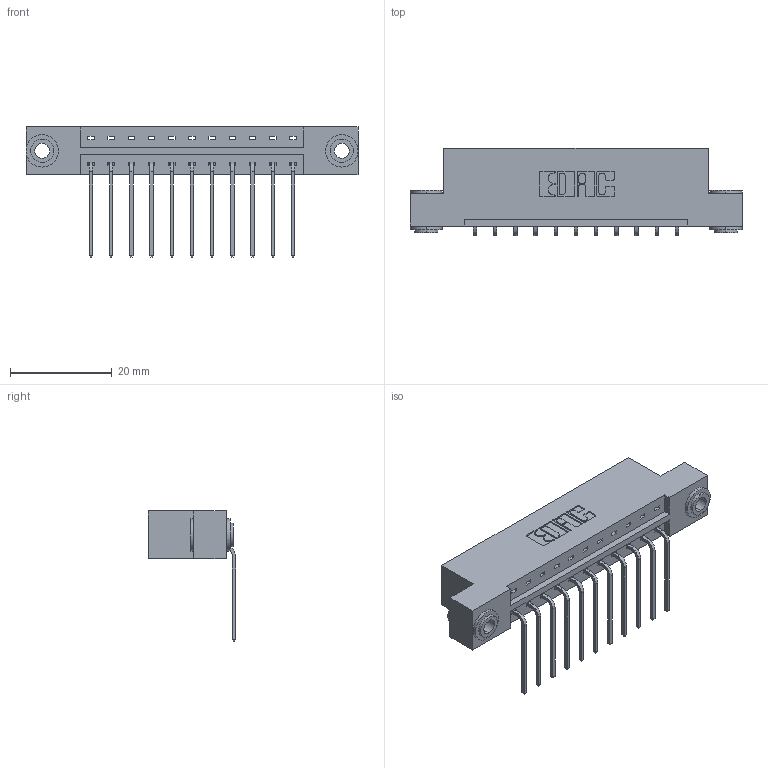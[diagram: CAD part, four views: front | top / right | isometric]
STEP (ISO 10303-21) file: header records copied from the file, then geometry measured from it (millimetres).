
FILE_DESCRIPTION (( 'STEP AP203' ), '1' );
FILE_NAME ('333-011-559-103.STEP', '2018-07-31T23:42:54', ( '' ), ( '' ), 'SwSTEP 2.0', 'SolidWorks 2016', '' );
FILE_SCHEMA (( 'CONFIG_CONTROL_DESIGN' ));
Length unit declared in the file: inch
Products named in the file (4): 345-292-001_558 559 Tail - 1; 345-250-002_345-250-002-102; 333-011-559-103; 333 Part_Flush - .156 Dia - TH
Assembly tree (14 placements, depth 2):
  333-011-559-103
    333 Part_Flush - .156 Dia - TH
    345-292-001_558 559 Tail - 1  x11
    345-250-002_345-250-002-102  x2
Bounding box: 65.13 x 17.09 x 25.53 mm (x, y, z)
Volume: 6342.9 mm3; surface area: 7112.3 mm2
Topology: 14 solids, 14 shells, 812 faces, 2389 edges, 1574 vertices
Faces by surface type: plane 564, cylinder 240, cone 8
Entity records: 11468 total; most frequent: CARTESIAN_POINT 1962, ORIENTED_EDGE 1902, DIRECTION 1751, EDGE_CURVE 951, LINE 799, VECTOR 799, VERTEX_POINT 630, AXIS2_PLACEMENT_3D 476
